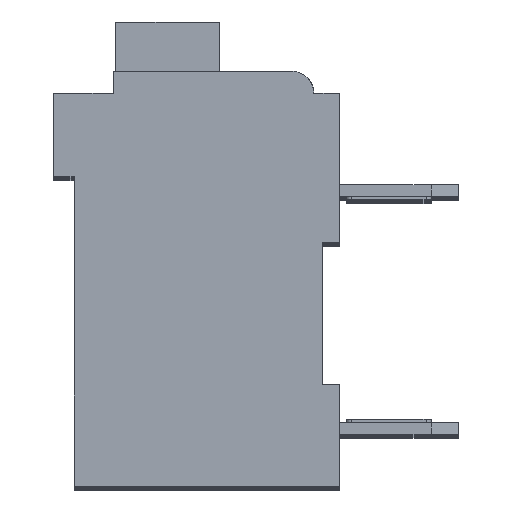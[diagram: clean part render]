
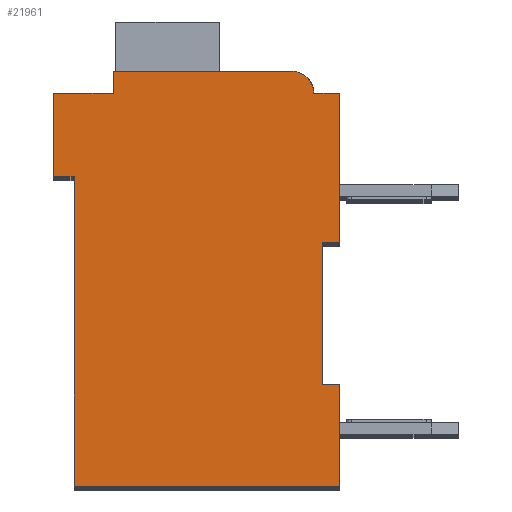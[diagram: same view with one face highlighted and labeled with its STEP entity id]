
A CAD part, top view. The second image highlights one B-rep face of the part: STEP entity #21961.
In plain terms, the highlighted planar face has unit normal (0, 0, 1).
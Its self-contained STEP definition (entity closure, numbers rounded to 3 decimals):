
#6762=DIRECTION('',(1.,0.,0.));
#6763=VECTOR('',#6762,0.5);
#6764=CARTESIAN_POINT('',(7.3,7.15,2.1));
#6765=LINE('',#6764,#6763);
#6766=DIRECTION('',(0.,1.,0.));
#6767=VECTOR('',#6766,4.15);
#6768=CARTESIAN_POINT('',(7.3,3.,2.1));
#6769=LINE('',#6768,#6767);
#6770=DIRECTION('',(-1.,0.,0.));
#6771=VECTOR('',#6770,0.5);
#6772=CARTESIAN_POINT('',(7.8,3.,2.1));
#6773=LINE('',#6772,#6771);
#6774=DIRECTION('',(0.,1.,0.));
#6775=VECTOR('',#6774,3.);
#6776=CARTESIAN_POINT('',(7.8,0.,2.1));
#6777=LINE('',#6776,#6775);
#6778=DIRECTION('',(1.,0.,0.));
#6779=VECTOR('',#6778,7.8);
#6780=CARTESIAN_POINT('',(0.,0.,2.1));
#6781=LINE('',#6780,#6779);
#6782=DIRECTION('',(0.,-1.,0.));
#6783=VECTOR('',#6782,9.1);
#6784=CARTESIAN_POINT('',(0.,9.1,2.1));
#6785=LINE('',#6784,#6783);
#6786=DIRECTION('',(1.,0.,0.));
#6787=VECTOR('',#6786,0.6);
#6788=CARTESIAN_POINT('',(-0.6,9.1,2.1));
#6789=LINE('',#6788,#6787);
#6790=DIRECTION('',(0.,-1.,0.));
#6791=VECTOR('',#6790,2.45);
#6792=CARTESIAN_POINT('',(-0.6,11.55,2.1));
#6793=LINE('',#6792,#6791);
#6794=DIRECTION('',(-1.,0.,0.));
#6795=VECTOR('',#6794,1.75);
#6796=CARTESIAN_POINT('',(1.15,11.55,2.1));
#6797=LINE('',#6796,#6795);
#6798=DIRECTION('',(0.,-1.,0.));
#6799=VECTOR('',#6798,0.65);
#6800=CARTESIAN_POINT('',(1.15,12.2,2.1));
#6801=LINE('',#6800,#6799);
#6802=DIRECTION('',(-1.,0.,0.));
#6803=VECTOR('',#6802,5.25);
#6804=CARTESIAN_POINT('',(6.4,12.2,2.1));
#6805=LINE('',#6804,#6803);
#6806=CARTESIAN_POINT('',(6.4,11.55,2.1));
#6807=DIRECTION('',(0.,0.,1.));
#6808=DIRECTION('',(1.,0.,0.));
#6809=AXIS2_PLACEMENT_3D('',#6806,#6807,#6808);
#6811=DIRECTION('',(-1.,0.,0.));
#6812=VECTOR('',#6811,0.75);
#6813=CARTESIAN_POINT('',(7.8,11.55,2.1));
#6814=LINE('',#6813,#6812);
#6815=DIRECTION('',(0.,1.,0.));
#6816=VECTOR('',#6815,4.4);
#6817=CARTESIAN_POINT('',(7.8,7.15,2.1));
#6818=LINE('',#6817,#6816);
#10711=CARTESIAN_POINT('',(7.3,7.15,2.1));
#10712=CARTESIAN_POINT('',(7.8,7.15,2.1));
#10713=VERTEX_POINT('',#10711);
#10714=VERTEX_POINT('',#10712);
#10715=CARTESIAN_POINT('',(7.8,11.55,2.1));
#10716=VERTEX_POINT('',#10715);
#10717=CARTESIAN_POINT('',(7.05,11.55,2.1));
#10718=VERTEX_POINT('',#10717);
#10719=CARTESIAN_POINT('',(6.4,12.2,2.1));
#10720=VERTEX_POINT('',#10719);
#10721=CARTESIAN_POINT('',(1.15,12.2,2.1));
#10722=VERTEX_POINT('',#10721);
#10723=CARTESIAN_POINT('',(1.15,11.55,2.1));
#10724=VERTEX_POINT('',#10723);
#10725=CARTESIAN_POINT('',(-0.6,11.55,2.1));
#10726=VERTEX_POINT('',#10725);
#10727=CARTESIAN_POINT('',(-0.6,9.1,2.1));
#10728=VERTEX_POINT('',#10727);
#10729=CARTESIAN_POINT('',(0.,9.1,2.1));
#10730=VERTEX_POINT('',#10729);
#10731=CARTESIAN_POINT('',(0.,0.,2.1));
#10732=VERTEX_POINT('',#10731);
#10733=CARTESIAN_POINT('',(7.8,0.,2.1));
#10734=VERTEX_POINT('',#10733);
#10735=CARTESIAN_POINT('',(7.8,3.,2.1));
#10736=VERTEX_POINT('',#10735);
#10737=CARTESIAN_POINT('',(7.3,3.,2.1));
#10738=VERTEX_POINT('',#10737);
#21940=CARTESIAN_POINT('',(0.,0.,2.1));
#21941=DIRECTION('',(0.,0.,1.));
#21942=DIRECTION('',(1.,0.,0.));
#21943=AXIS2_PLACEMENT_3D('',#21940,#21941,#21942);
#21944=PLANE('',#21943);
#21945=ORIENTED_EDGE('',*,*,#14112,.F.);
#21946=ORIENTED_EDGE('',*,*,#14638,.F.);
#21947=ORIENTED_EDGE('',*,*,#18466,.F.);
#21948=ORIENTED_EDGE('',*,*,#18731,.F.);
#21949=ORIENTED_EDGE('',*,*,#19044,.F.);
#21950=ORIENTED_EDGE('',*,*,#19498,.F.);
#21951=ORIENTED_EDGE('',*,*,#19648,.F.);
#21952=ORIENTED_EDGE('',*,*,#19949,.F.);
#21953=ORIENTED_EDGE('',*,*,#20297,.F.);
#21954=ORIENTED_EDGE('',*,*,#20810,.F.);
#21955=ORIENTED_EDGE('',*,*,#21208,.F.);
#21956=ORIENTED_EDGE('',*,*,#20348,.F.);
#21957=ORIENTED_EDGE('',*,*,#20661,.F.);
#21958=ORIENTED_EDGE('',*,*,#14533,.F.);
#21959=EDGE_LOOP('',(#21945,#21946,#21947,#21948,#21949,#21950,#21951,#21952,
#21953,#21954,#21955,#21956,#21957,#21958));
#21960=FACE_OUTER_BOUND('',#21959,.F.);
#6810=CIRCLE('',#6809,0.65);
#14112=EDGE_CURVE('',#10713,#10714,#6765,.T.);
#14533=EDGE_CURVE('',#10714,#10716,#6818,.T.);
#14638=EDGE_CURVE('',#10738,#10713,#6769,.T.);
#18466=EDGE_CURVE('',#10736,#10738,#6773,.T.);
#18731=EDGE_CURVE('',#10734,#10736,#6777,.T.);
#19044=EDGE_CURVE('',#10732,#10734,#6781,.T.);
#19498=EDGE_CURVE('',#10730,#10732,#6785,.T.);
#19648=EDGE_CURVE('',#10728,#10730,#6789,.T.);
#19949=EDGE_CURVE('',#10726,#10728,#6793,.T.);
#20297=EDGE_CURVE('',#10724,#10726,#6797,.T.);
#20348=EDGE_CURVE('',#10718,#10720,#6810,.T.);
#20661=EDGE_CURVE('',#10716,#10718,#6814,.T.);
#20810=EDGE_CURVE('',#10722,#10724,#6801,.T.);
#21208=EDGE_CURVE('',#10720,#10722,#6805,.T.);
#21961=ADVANCED_FACE('',(#21960),#21944,.T.);
